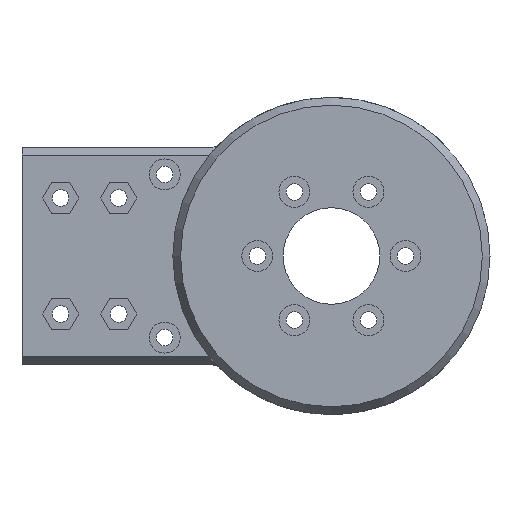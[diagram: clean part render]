
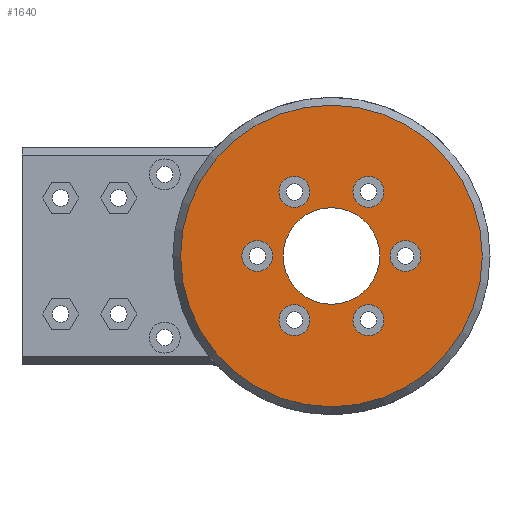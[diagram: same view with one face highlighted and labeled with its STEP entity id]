
A CAD part, front view. The second image highlights one B-rep face of the part: STEP entity #1640.
In plain terms, the highlighted planar face has unit normal (0, -1, 0).
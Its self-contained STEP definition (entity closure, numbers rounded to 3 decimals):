
#44=FACE_BOUND('',#308,.T.);
#45=FACE_BOUND('',#309,.T.);
#46=FACE_BOUND('',#310,.T.);
#47=FACE_BOUND('',#311,.T.);
#48=FACE_BOUND('',#312,.T.);
#49=FACE_BOUND('',#313,.T.);
#50=FACE_BOUND('',#314,.T.);
#109=PLANE('',#1835);
#195=FACE_OUTER_BOUND('',#307,.T.);
#307=EDGE_LOOP('',(#1497));
#308=EDGE_LOOP('',(#1498,#1499));
#309=EDGE_LOOP('',(#1500,#1501));
#310=EDGE_LOOP('',(#1502,#1503));
#311=EDGE_LOOP('',(#1504,#1505));
#312=EDGE_LOOP('',(#1506,#1507));
#313=EDGE_LOOP('',(#1508,#1509));
#314=EDGE_LOOP('',(#1510,#1511));
#639=CIRCLE('',#1732,12.5);
#640=CIRCLE('',#1733,12.5);
#660=CIRCLE('',#1766,4.);
#661=CIRCLE('',#1767,4.);
#664=CIRCLE('',#1772,4.);
#665=CIRCLE('',#1773,4.);
#666=CIRCLE('',#1775,4.);
#667=CIRCLE('',#1776,4.);
#672=CIRCLE('',#1784,4.);
#673=CIRCLE('',#1785,4.);
#676=CIRCLE('',#1790,4.);
#677=CIRCLE('',#1791,4.);
#680=CIRCLE('',#1796,4.);
#681=CIRCLE('',#1797,4.);
#687=CIRCLE('',#1834,39.);
#774=VERTEX_POINT('',#2555);
#775=VERTEX_POINT('',#2556);
#795=VERTEX_POINT('',#2621);
#796=VERTEX_POINT('',#2622);
#799=VERTEX_POINT('',#2632);
#800=VERTEX_POINT('',#2633);
#801=VERTEX_POINT('',#2638);
#802=VERTEX_POINT('',#2639);
#807=VERTEX_POINT('',#2654);
#808=VERTEX_POINT('',#2655);
#811=VERTEX_POINT('',#2665);
#812=VERTEX_POINT('',#2666);
#815=VERTEX_POINT('',#2676);
#816=VERTEX_POINT('',#2677);
#844=VERTEX_POINT('',#2793);
#956=EDGE_CURVE('',#774,#775,#639,.T.);
#957=EDGE_CURVE('',#775,#774,#640,.T.);
#988=EDGE_CURVE('',#795,#796,#660,.T.);
#989=EDGE_CURVE('',#796,#795,#661,.T.);
#993=EDGE_CURVE('',#799,#800,#664,.T.);
#994=EDGE_CURVE('',#800,#799,#665,.T.);
#996=EDGE_CURVE('',#801,#802,#666,.T.);
#997=EDGE_CURVE('',#802,#801,#667,.T.);
#1003=EDGE_CURVE('',#807,#808,#672,.T.);
#1004=EDGE_CURVE('',#808,#807,#673,.T.);
#1008=EDGE_CURVE('',#811,#812,#676,.T.);
#1009=EDGE_CURVE('',#812,#811,#677,.T.);
#1013=EDGE_CURVE('',#815,#816,#680,.T.);
#1014=EDGE_CURVE('',#816,#815,#681,.T.);
#1071=EDGE_CURVE('',#844,#844,#687,.T.);
#1497=ORIENTED_EDGE('',*,*,#1071,.F.);
#1498=ORIENTED_EDGE('',*,*,#956,.T.);
#1499=ORIENTED_EDGE('',*,*,#957,.T.);
#1500=ORIENTED_EDGE('',*,*,#988,.T.);
#1501=ORIENTED_EDGE('',*,*,#989,.T.);
#1502=ORIENTED_EDGE('',*,*,#993,.T.);
#1503=ORIENTED_EDGE('',*,*,#994,.T.);
#1504=ORIENTED_EDGE('',*,*,#996,.T.);
#1505=ORIENTED_EDGE('',*,*,#997,.T.);
#1506=ORIENTED_EDGE('',*,*,#1003,.T.);
#1507=ORIENTED_EDGE('',*,*,#1004,.T.);
#1508=ORIENTED_EDGE('',*,*,#1008,.T.);
#1509=ORIENTED_EDGE('',*,*,#1009,.T.);
#1510=ORIENTED_EDGE('',*,*,#1013,.T.);
#1511=ORIENTED_EDGE('',*,*,#1014,.T.);
#1640=ADVANCED_FACE('',(#195,#44,#45,#46,#47,#48,#49,#50),#109,.F.);
#1732=AXIS2_PLACEMENT_3D('',#2557,#2050,#2051);
#1733=AXIS2_PLACEMENT_3D('',#2558,#2052,#2053);
#1766=AXIS2_PLACEMENT_3D('',#2623,#2129,#2130);
#1767=AXIS2_PLACEMENT_3D('',#2624,#2131,#2132);
#1772=AXIS2_PLACEMENT_3D('',#2634,#2142,#2143);
#1773=AXIS2_PLACEMENT_3D('',#2635,#2144,#2145);
#1775=AXIS2_PLACEMENT_3D('',#2640,#2149,#2150);
#1776=AXIS2_PLACEMENT_3D('',#2641,#2151,#2152);
#1784=AXIS2_PLACEMENT_3D('',#2656,#2168,#2169);
#1785=AXIS2_PLACEMENT_3D('',#2657,#2170,#2171);
#1790=AXIS2_PLACEMENT_3D('',#2667,#2181,#2182);
#1791=AXIS2_PLACEMENT_3D('',#2668,#2183,#2184);
#1796=AXIS2_PLACEMENT_3D('',#2678,#2194,#2195);
#1797=AXIS2_PLACEMENT_3D('',#2679,#2196,#2197);
#1834=AXIS2_PLACEMENT_3D('',#2795,#2321,#2322);
#1835=AXIS2_PLACEMENT_3D('',#2796,#2323,#2324);
#2050=DIRECTION('center_axis',(0.,1.,0.));
#2051=DIRECTION('ref_axis',(1.,0.,0.));
#2052=DIRECTION('center_axis',(0.,1.,0.));
#2053=DIRECTION('ref_axis',(1.,0.,0.));
#2129=DIRECTION('center_axis',(0.,1.,0.));
#2130=DIRECTION('ref_axis',(-1.,0.,0.));
#2131=DIRECTION('center_axis',(0.,1.,0.));
#2132=DIRECTION('ref_axis',(-1.,0.,0.));
#2142=DIRECTION('center_axis',(0.,1.,0.));
#2143=DIRECTION('ref_axis',(-1.,0.,0.));
#2144=DIRECTION('center_axis',(0.,1.,0.));
#2145=DIRECTION('ref_axis',(-1.,0.,0.));
#2149=DIRECTION('center_axis',(0.,1.,0.));
#2150=DIRECTION('ref_axis',(-1.,0.,0.));
#2151=DIRECTION('center_axis',(0.,1.,0.));
#2152=DIRECTION('ref_axis',(-1.,0.,0.));
#2168=DIRECTION('center_axis',(0.,1.,0.));
#2169=DIRECTION('ref_axis',(1.,0.,0.));
#2170=DIRECTION('center_axis',(0.,1.,0.));
#2171=DIRECTION('ref_axis',(1.,0.,0.));
#2181=DIRECTION('center_axis',(0.,1.,0.));
#2182=DIRECTION('ref_axis',(1.,0.,0.));
#2183=DIRECTION('center_axis',(0.,1.,0.));
#2184=DIRECTION('ref_axis',(1.,0.,0.));
#2194=DIRECTION('center_axis',(0.,1.,0.));
#2195=DIRECTION('ref_axis',(1.,0.,0.));
#2196=DIRECTION('center_axis',(0.,1.,0.));
#2197=DIRECTION('ref_axis',(1.,0.,0.));
#2321=DIRECTION('center_axis',(0.,1.,0.));
#2322=DIRECTION('ref_axis',(1.,0.,0.));
#2323=DIRECTION('center_axis',(0.,1.,0.));
#2324=DIRECTION('ref_axis',(0.,0.,1.));
#2555=CARTESIAN_POINT('',(12.5,0.,0.));
#2556=CARTESIAN_POINT('',(-12.5,0.,0.));
#2557=CARTESIAN_POINT('Origin',(0.,0.,0.));
#2558=CARTESIAN_POINT('Origin',(0.,0.,0.));
#2621=CARTESIAN_POINT('',(-13.578,0.,16.589));
#2622=CARTESIAN_POINT('',(-5.578,0.,16.589));
#2623=CARTESIAN_POINT('Origin',(-9.578,0.,16.589));
#2624=CARTESIAN_POINT('Origin',(-9.578,0.,16.589));
#2632=CARTESIAN_POINT('',(-13.578,0.,-16.589));
#2633=CARTESIAN_POINT('',(-5.578,0.,-16.589));
#2634=CARTESIAN_POINT('Origin',(-9.578,0.,-16.589));
#2635=CARTESIAN_POINT('Origin',(-9.578,0.,-16.589));
#2638=CARTESIAN_POINT('',(15.155,0.,0.));
#2639=CARTESIAN_POINT('',(23.155,0.,0.));
#2640=CARTESIAN_POINT('Origin',(19.155,0.,0.));
#2641=CARTESIAN_POINT('Origin',(19.155,0.,0.));
#2654=CARTESIAN_POINT('',(13.578,0.,-16.589));
#2655=CARTESIAN_POINT('',(5.578,0.,-16.589));
#2656=CARTESIAN_POINT('Origin',(9.578,0.,-16.589));
#2657=CARTESIAN_POINT('Origin',(9.578,0.,-16.589));
#2665=CARTESIAN_POINT('',(-15.155,0.,0.));
#2666=CARTESIAN_POINT('',(-23.155,0.,0.));
#2667=CARTESIAN_POINT('Origin',(-19.155,0.,0.));
#2668=CARTESIAN_POINT('Origin',(-19.155,0.,0.));
#2676=CARTESIAN_POINT('',(13.578,0.,16.589));
#2677=CARTESIAN_POINT('',(5.578,0.,16.589));
#2678=CARTESIAN_POINT('Origin',(9.578,0.,16.589));
#2679=CARTESIAN_POINT('Origin',(9.578,0.,16.589));
#2793=CARTESIAN_POINT('',(-39.,0.,0.));
#2795=CARTESIAN_POINT('Origin',(0.,0.,0.));
#2796=CARTESIAN_POINT('Origin',(0.,0.,0.));
